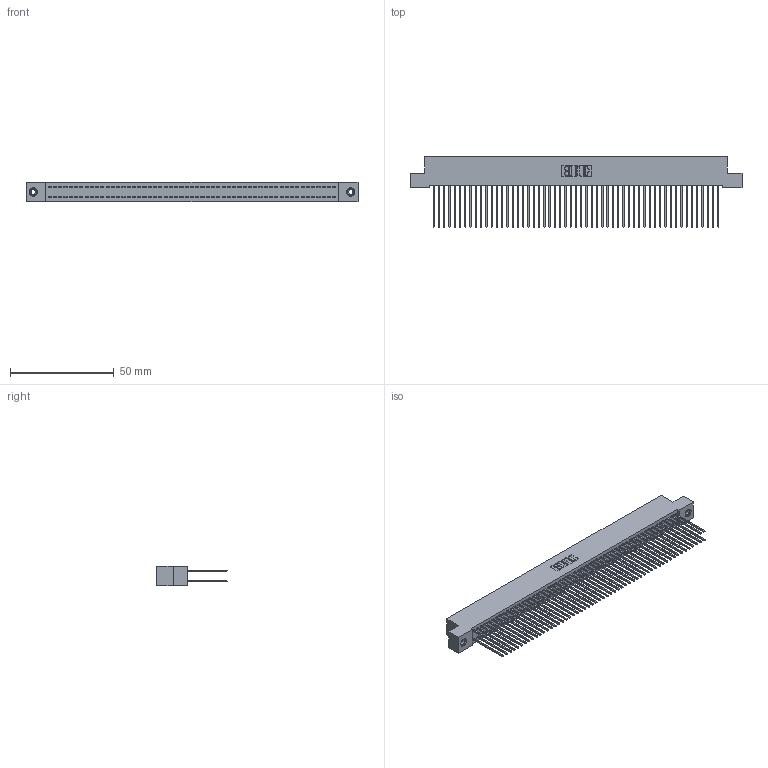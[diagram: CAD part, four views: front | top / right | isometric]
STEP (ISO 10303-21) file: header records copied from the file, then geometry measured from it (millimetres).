
FILE_DESCRIPTION (( 'STEP AP203' ), '1' );
FILE_NAME ('342-110-541-208.STEP', '2018-08-14T11:33:52', ( '' ), ( '' ), 'SwSTEP 2.0', 'SolidWorks 2016', '' );
FILE_SCHEMA (( 'CONFIG_CONTROL_DESIGN' ));
Length unit declared in the file: inch
Products named in the file (4): 342-110-541-208; 342 Part_TI; 345-292-001_345-293-141; 345-250-001_345-250-003-102
Assembly tree (113 placements, depth 2):
  342-110-541-208
    342 Part_TI
    345-292-001_345-293-141  x110
    345-250-001_345-250-003-102  x2
Bounding box: 160.02 x 34.3 x 9.4 mm (x, y, z)
Volume: 15064.7 mm3; surface area: 27705.9 mm2
Topology: 113 solids, 113 shells, 5890 faces, 17485 edges, 11502 vertices
Faces by surface type: plane 4058, cylinder 1816, cone 12, torus 4
Entity records: 34774 total; most frequent: CARTESIAN_POINT 5729, ORIENTED_EDGE 5658, DIRECTION 4903, EDGE_CURVE 2829, LINE 2681, VECTOR 2681, VERTEX_POINT 1880, AXIS2_PLACEMENT_3D 1111
